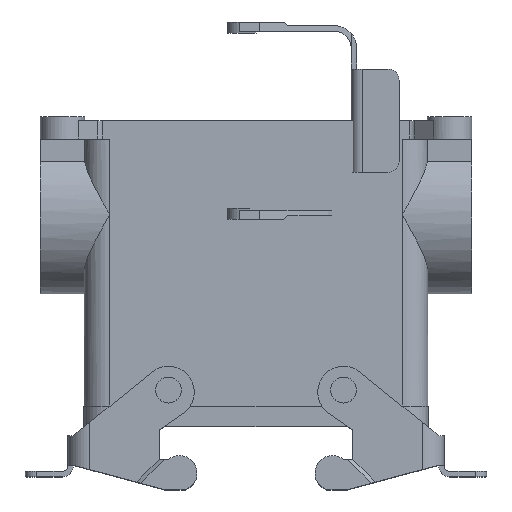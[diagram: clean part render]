
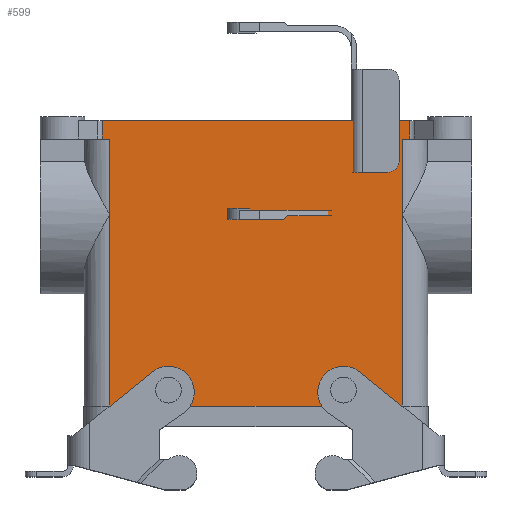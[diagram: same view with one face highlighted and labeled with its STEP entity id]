
A CAD part, top view. The second image highlights one B-rep face of the part: STEP entity #599.
In plain terms, the highlighted planar face has unit normal (0, 0, 1).
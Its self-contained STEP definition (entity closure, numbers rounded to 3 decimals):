
#599 = ADVANCED_FACE( '', ( #1243, #1244, #1245 ), #1246, .F. );
#1243 = FACE_BOUND( '', #1892, .T. );
#1244 = FACE_OUTER_BOUND( '', #1893, .T. );
#1245 = FACE_BOUND( '', #1894, .T. );
#1246 = PLANE( '', #1895 );
#1892 = EDGE_LOOP( '', ( #3553 ) );
#1893 = EDGE_LOOP( '', ( #3554, #3555, #3556, #3557, #3558, #3559, #3560, #3561, #3562, #3563 ) );
#1894 = EDGE_LOOP( '', ( #3564 ) );
#1895 = AXIS2_PLACEMENT_3D( '', #3565, #3566, #3567 );
#3553 = ORIENTED_EDGE( '', *, *, #3932, .F. );
#3554 = ORIENTED_EDGE( '', *, *, #4260, .T. );
#3555 = ORIENTED_EDGE( '', *, *, #3769, .T. );
#3556 = ORIENTED_EDGE( '', *, *, #4179, .F. );
#3557 = ORIENTED_EDGE( '', *, *, #3857, .T. );
#3558 = ORIENTED_EDGE( '', *, *, #3782, .T. );
#3559 = ORIENTED_EDGE( '', *, *, #3952, .F. );
#3560 = ORIENTED_EDGE( '', *, *, #3982, .F. );
#3561 = ORIENTED_EDGE( '', *, *, #3787, .F. );
#3562 = ORIENTED_EDGE( '', *, *, #3966, .F. );
#3563 = ORIENTED_EDGE( '', *, *, #4188, .T. );
#3564 = ORIENTED_EDGE( '', *, *, #4033, .F. );
#3565 = CARTESIAN_POINT( '', ( 42.515, -5., 21.5 ) );
#3566 = DIRECTION( '', ( 0., 0., -1. ) );
#3567 = DIRECTION( '', ( -1., 0., 0. ) );
#3769 = EDGE_CURVE( '', #4535, #4532, #4536, .F. );
#3782 = EDGE_CURVE( '', #4556, #4557, #4558, .T. );
#3787 = EDGE_CURVE( '', #4565, #4566, #4567, .T. );
#3857 = EDGE_CURVE( '', #4678, #4556, #4684, .T. );
#3932 = EDGE_CURVE( '', #4792, #4792, #4793, .F. );
#3952 = EDGE_CURVE( '', #4826, #4557, #4828, .T. );
#3966 = EDGE_CURVE( '', #4849, #4565, #4851, .T. );
#3982 = EDGE_CURVE( '', #4566, #4826, #4874, .T. );
#4033 = EDGE_CURVE( '', #4943, #4943, #4944, .F. );
#4179 = EDGE_CURVE( '', #4678, #4532, #5143, .T. );
#4188 = EDGE_CURVE( '', #4849, #5154, #5156, .T. );
#4260 = EDGE_CURVE( '', #5154, #4535, #5236, .T. );
#4532 = VERTEX_POINT( '', #5687 );
#4535 = VERTEX_POINT( '', #5690 );
#4536 = LINE( '', #5691, #5692 );
#4556 = VERTEX_POINT( '', #5718 );
#4557 = VERTEX_POINT( '', #5719 );
#4558 = LINE( '', #5720, #5721 );
#4565 = VERTEX_POINT( '', #5752 );
#4566 = VERTEX_POINT( '', #5753 );
#4567 = LINE( '', #5754, #5755 );
#4678 = VERTEX_POINT( '', #5921 );
#4684 = LINE( '', #5947, #5948 );
#4792 = VERTEX_POINT( '', #6166 );
#4793 = CIRCLE( '', #6167, 2.45 );
#4826 = VERTEX_POINT( '', #6211 );
#4828 = LINE( '', #6213, #6214 );
#4849 = VERTEX_POINT( '', #6241 );
#4851 = LINE( '', #6243, #6244 );
#4874 = LINE( '', #6298, #6299 );
#4943 = VERTEX_POINT( '', #6410 );
#4944 = CIRCLE( '', #6411, 2.45 );
#5143 = LINE( '', #6711, #6712 );
#5154 = VERTEX_POINT( '', #6727 );
#5156 = LINE( '', #6729, #6730 );
#5236 = LINE( '', #6842, #6843 );
#5687 = CARTESIAN_POINT( '', ( -41.686, -5., 21.5 ) );
#5690 = CARTESIAN_POINT( '', ( -41.686, 0., 21.5 ) );
#5691 = CARTESIAN_POINT( '', ( -41.686, -5., 21.5 ) );
#5692 = VECTOR( '', #7036, 1000. );
#5718 = CARTESIAN_POINT( '', ( -39.65, -25.5, 21.5 ) );
#5719 = CARTESIAN_POINT( '', ( -39.65, -77.4, 21.5 ) );
#5720 = CARTESIAN_POINT( '', ( -39.65, 74.914, 21.5 ) );
#5721 = VECTOR( '', #7052, 1000. );
#5752 = CARTESIAN_POINT( '', ( 39.65, -5., 21.5 ) );
#5753 = CARTESIAN_POINT( '', ( 39.65, -25.5, 21.5 ) );
#5754 = CARTESIAN_POINT( '', ( 39.65, 74.914, 21.5 ) );
#5755 = VECTOR( '', #7057, 1000. );
#5921 = CARTESIAN_POINT( '', ( -39.65, -5., 21.5 ) );
#5947 = CARTESIAN_POINT( '', ( -39.65, 74.914, 21.5 ) );
#5948 = VECTOR( '', #7143, 1000. );
#6166 = CARTESIAN_POINT( '', ( 21.3, -73.1, 21.5 ) );
#6167 = AXIS2_PLACEMENT_3D( '', #7238, #7239, #7240 );
#6211 = CARTESIAN_POINT( '', ( 39.65, -77.4, 21.5 ) );
#6213 = CARTESIAN_POINT( '', ( -39.65, -77.4, 21.5 ) );
#6214 = VECTOR( '', #7270, 1000. );
#6241 = CARTESIAN_POINT( '', ( 41.686, -5., 21.5 ) );
#6243 = CARTESIAN_POINT( '', ( 42.515, -5., 21.5 ) );
#6244 = VECTOR( '', #7292, 1000. );
#6298 = CARTESIAN_POINT( '', ( 39.65, 74.914, 21.5 ) );
#6299 = VECTOR( '', #7308, 1000. );
#6410 = CARTESIAN_POINT( '', ( -26.2, -73.1, 21.5 ) );
#6411 = AXIS2_PLACEMENT_3D( '', #7381, #7382, #7383 );
#6711 = CARTESIAN_POINT( '', ( 42.515, -5., 21.5 ) );
#6712 = VECTOR( '', #7546, 1000. );
#6727 = CARTESIAN_POINT( '', ( 41.686, 0., 21.5 ) );
#6729 = CARTESIAN_POINT( '', ( 41.686, 0., 21.5 ) );
#6730 = VECTOR( '', #7557, 1000. );
#6842 = CARTESIAN_POINT( '', ( 42.515, 0., 21.5 ) );
#6843 = VECTOR( '', #7602, 1000. );
#7036 = DIRECTION( '', ( 0., 1., 0. ) );
#7052 = DIRECTION( '', ( 0., -1., 0. ) );
#7057 = DIRECTION( '', ( 0., -1., 0. ) );
#7143 = DIRECTION( '', ( 0., -1., 0. ) );
#7238 = CARTESIAN_POINT( '', ( 23.75, -73.1, 21.5 ) );
#7239 = DIRECTION( '', ( 0., 0., -1. ) );
#7240 = DIRECTION( '', ( -1., 0., 0. ) );
#7270 = DIRECTION( '', ( -1., 0., 0. ) );
#7292 = DIRECTION( '', ( -1., 0., 0. ) );
#7308 = DIRECTION( '', ( 0., -1., 0. ) );
#7381 = CARTESIAN_POINT( '', ( -23.75, -73.1, 21.5 ) );
#7382 = DIRECTION( '', ( 0., 0., -1. ) );
#7383 = DIRECTION( '', ( -1., 0., 0. ) );
#7546 = DIRECTION( '', ( -1., 0., 0. ) );
#7557 = DIRECTION( '', ( 0., 1., 0. ) );
#7602 = DIRECTION( '', ( -1., 0., 0. ) );
